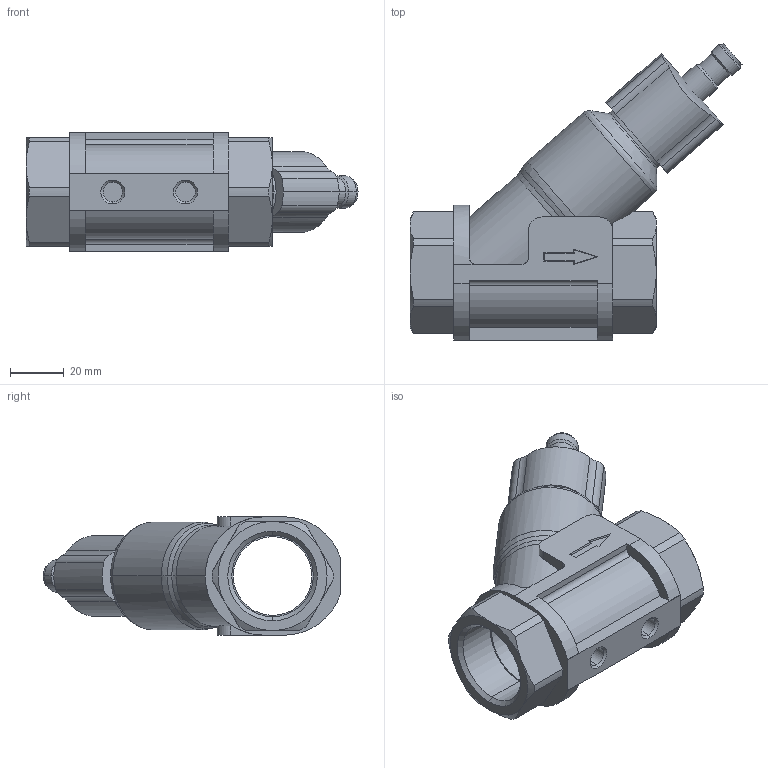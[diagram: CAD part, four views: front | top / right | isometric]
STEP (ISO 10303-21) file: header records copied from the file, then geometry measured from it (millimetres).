
FILE_DESCRIPTION (( 'STEP AP214' ), '1' );
FILE_NAME ('FSA1-41-27H.STEP', '2023-11-15T21:45:44', ( '' ), ( '' ), 'SwSTEP 2.0', 'SolidWorks 2021', '' );
FILE_SCHEMA (( 'AUTOMOTIVE_DESIGN' ));
Length unit declared in the file: inch
Products named in the file (1): FSA1-41-27H
Bounding box: 123.33 x 110.45 x 44 mm (x, y, z)
Volume: 149591.7 mm3; surface area: 34382.4 mm2
Topology: 1 solids, 1 shells, 172 faces, 447 edges, 286 vertices
Faces by surface type: cylinder 73, plane 59, cone 32, bspline 8
Entity records: 5784 total; most frequent: CARTESIAN_POINT 1571, ORIENTED_EDGE 894, DIRECTION 864, EDGE_CURVE 447, AXIS2_PLACEMENT_3D 323, VERTEX_POINT 286, LINE 218, VECTOR 218
